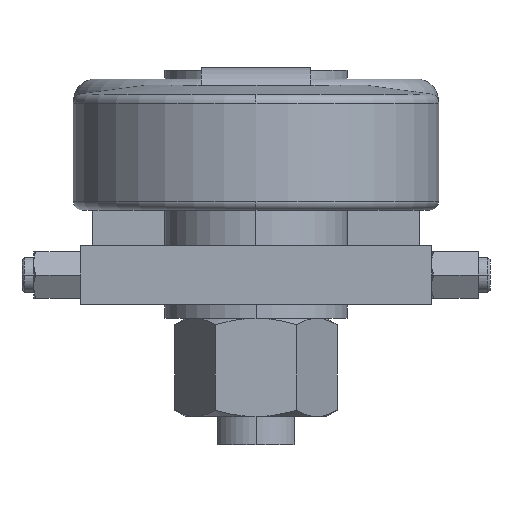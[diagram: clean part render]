
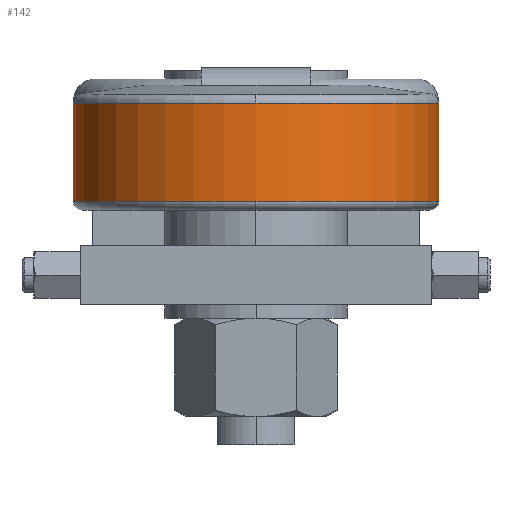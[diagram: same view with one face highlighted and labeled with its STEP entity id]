
A CAD part, left-side view. The second image highlights one B-rep face of the part: STEP entity #142.
In plain terms, the highlighted cylindrical face has radius 31.25 mm (diameter 62.5 mm), a partial arc.
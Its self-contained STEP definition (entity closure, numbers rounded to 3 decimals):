
#142=ADVANCED_FACE('',(#378),#379,.T.);
#378=FACE_OUTER_BOUND('',#707,.T.);
#379=CYLINDRICAL_SURFACE('',#708,31.25);
#707=EDGE_LOOP('',(#1436,#1437,#1438,#1439,#1440,#1441));
#708=AXIS2_PLACEMENT_3D('',#1442,#1443,#1444);
#1436=ORIENTED_EDGE('',*,*,#2098,.T.);
#1437=ORIENTED_EDGE('',*,*,#2093,.F.);
#1438=ORIENTED_EDGE('',*,*,#2246,.F.);
#1439=ORIENTED_EDGE('',*,*,#2101,.T.);
#1440=ORIENTED_EDGE('',*,*,#2245,.T.);
#1441=ORIENTED_EDGE('',*,*,#2104,.T.);
#1442=CARTESIAN_POINT('',(30.0,30.0,26.013));
#1443=DIRECTION('',(0.,0.0,-1.0));
#1444=DIRECTION('',(0.0,1.0,0.0));
#2093=EDGE_CURVE('',#2484,#2487,#2488,.T.);
#2098=EDGE_CURVE('',#2496,#2487,#2497,.T.);
#2101=EDGE_CURVE('',#2502,#2500,#2503,.T.);
#2104=EDGE_CURVE('',#2507,#2496,#2508,.T.);
#2245=EDGE_CURVE('',#2500,#2507,#2732,.T.);
#2246=EDGE_CURVE('',#2502,#2484,#2733,.T.);
#2484=VERTEX_POINT('',#3085);
#2487=VERTEX_POINT('',#3088);
#2488=CIRCLE('',#3089,31.25);
#2496=VERTEX_POINT('',#3097);
#2497=LINE('',#3098,#3099);
#2500=VERTEX_POINT('',#3102);
#2502=VERTEX_POINT('',#3104);
#2503=LINE('',#3105,#3106);
#2507=VERTEX_POINT('',#3110);
#2508=CIRCLE('',#3111,31.25);
#2732=CIRCLE('',#3794,31.25);
#2733=CIRCLE('',#3795,31.25);
#3085=CARTESIAN_POINT('',(-1.25,30.0,17.625));
#3088=CARTESIAN_POINT('',(30.0,61.25,17.625));
#3089=AXIS2_PLACEMENT_3D('',#4590,#4591,#4592);
#3097=CARTESIAN_POINT('',(30.0,61.25,34.4));
#3098=CARTESIAN_POINT('',(30.0,61.25,26.013));
#3099=VECTOR('',#4605,1.0);
#3102=CARTESIAN_POINT('',(30.0,-1.25,34.4));
#3104=CARTESIAN_POINT('',(30.0,-1.25,17.625));
#3105=CARTESIAN_POINT('',(30.0,-1.25,26.013));
#3106=VECTOR('',#4612,1.0);
#3110=CARTESIAN_POINT('',(-1.25,30.0,34.4));
#3111=AXIS2_PLACEMENT_3D('',#4619,#4620,#4621);
#3794=AXIS2_PLACEMENT_3D('',#4832,#4833,#4834);
#3795=AXIS2_PLACEMENT_3D('',#4835,#4836,#4837);
#4590=CARTESIAN_POINT('',(30.0,30.0,17.625));
#4591=DIRECTION('',(0.,0.0,-1.0));
#4592=DIRECTION('',(0.0,1.0,0.0));
#4605=DIRECTION('',(0.,0.0,-1.0));
#4612=DIRECTION('',(0.,-0.0,1.0));
#4619=CARTESIAN_POINT('',(30.0,30.0,34.4));
#4620=DIRECTION('',(0.,0.0,-1.0));
#4621=DIRECTION('',(0.0,1.0,0.0));
#4832=CARTESIAN_POINT('',(30.0,30.0,34.4));
#4833=DIRECTION('',(0.,0.0,-1.0));
#4834=DIRECTION('',(0.0,1.0,0.0));
#4835=CARTESIAN_POINT('',(30.0,30.0,17.625));
#4836=DIRECTION('',(0.,0.0,-1.0));
#4837=DIRECTION('',(0.0,1.0,0.0));
